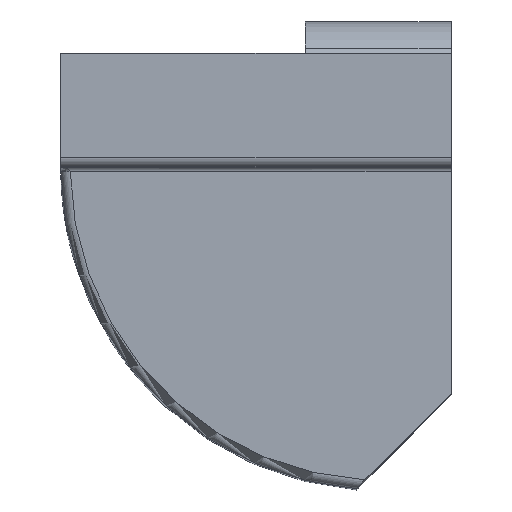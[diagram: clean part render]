
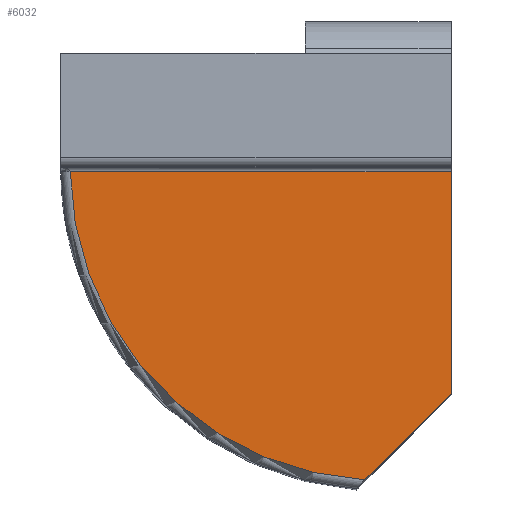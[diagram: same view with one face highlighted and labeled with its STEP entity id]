
A CAD part, top view. The second image highlights one B-rep face of the part: STEP entity #6032.
In plain terms, the highlighted planar face has unit normal (0, 0, 1).
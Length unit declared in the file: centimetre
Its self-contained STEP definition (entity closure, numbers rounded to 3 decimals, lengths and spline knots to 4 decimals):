
#346=CIRCLE('',#6482,1.65);
#757=FACE_OUTER_BOUND('',#1136,.T.);
#1136=EDGE_LOOP('',(#4289,#4290,#4291,#4292));
#1627=LINE('',#9019,#2066);
#1672=LINE('',#9559,#2111);
#1673=LINE('',#9560,#2112);
#2066=VECTOR('',#7209,1.);
#2111=VECTOR('',#7408,1.);
#2112=VECTOR('',#7409,1.);
#2515=VERTEX_POINT('',#9015);
#2517=VERTEX_POINT('',#9018);
#2620=VERTEX_POINT('',#9552);
#2621=VERTEX_POINT('',#9558);
#3114=EDGE_CURVE('',#2517,#2515,#1627,.T.);
#3249=EDGE_CURVE('',#2517,#2620,#346,.T.);
#3252=EDGE_CURVE('',#2621,#2515,#1672,.T.);
#3253=EDGE_CURVE('',#2620,#2621,#1673,.T.);
#4289=ORIENTED_EDGE('',*,*,#3114,.T.);
#4290=ORIENTED_EDGE('',*,*,#3252,.F.);
#4291=ORIENTED_EDGE('',*,*,#3253,.F.);
#4292=ORIENTED_EDGE('',*,*,#3249,.F.);
#5880=PLANE('',#6485);
#6032=ADVANCED_FACE('',(#757),#5880,.T.);
#6482=AXIS2_PLACEMENT_3D('',#9553,#7399,#7400);
#6485=AXIS2_PLACEMENT_3D('',#9557,#7406,#7407);
#7209=DIRECTION('',(0.707,0.707,0.));
#7399=DIRECTION('center_axis',(0.,0.,-1.));
#7400=DIRECTION('ref_axis',(-0.703,-0.712,0.));
#7406=DIRECTION('center_axis',(0.,0.,1.));
#7407=DIRECTION('ref_axis',(-1.,0.,0.));
#7408=DIRECTION('',(0.,-1.,0.));
#7409=DIRECTION('',(1.,0.,0.));
#9015=CARTESIAN_POINT('',(-1.645,-4.7236,2.03));
#9018=CARTESIAN_POINT('',(-2.0999,-5.1785,2.03));
#9019=CARTESIAN_POINT('',(-1.3461,-4.4247,2.03));
#9552=CARTESIAN_POINT('',(-3.6549,-3.5531,2.03));
#9553=CARTESIAN_POINT('Origin',(-2.005,-3.5312,2.03));
#9557=CARTESIAN_POINT('Origin',(-1.745,-3.4281,2.03));
#9558=CARTESIAN_POINT('',(-1.645,-3.5531,2.03));
#9559=CARTESIAN_POINT('',(-1.645,-3.0272,2.03));
#9560=CARTESIAN_POINT('',(-2.23,-3.5531,2.03));
